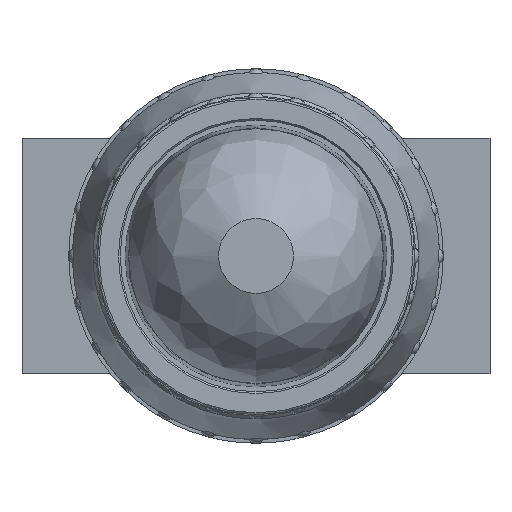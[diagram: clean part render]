
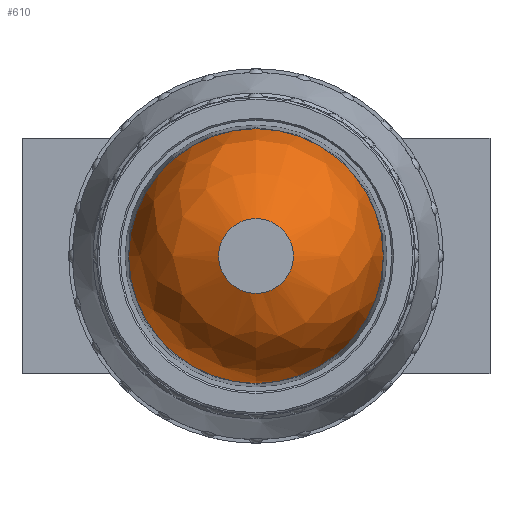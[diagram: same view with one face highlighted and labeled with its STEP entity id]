
A CAD part, front view. The second image highlights one B-rep face of the part: STEP entity #610.
In plain terms, the highlighted free-form (B-spline) face has degree [3, 3] with [4, 7] control points.
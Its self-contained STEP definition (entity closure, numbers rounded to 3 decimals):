
#610 = ADVANCED_FACE( '', ( #1549, #1550 ), #1551, .T. );
#1549 = FACE_OUTER_BOUND( '', #2493, .T. );
#1550 = FACE_OUTER_BOUND( '', #2494, .T. );
#1551 = ( BOUNDED_SURFACE(  )B_SPLINE_SURFACE( 3, 3, ( ( #2497, #2498, #2499, #2500, #2501, #2502, #2503 ), ( #2504, #2505, #2506, #2507, #2508, #2509, #2510 ), ( #2511, #2512, #2513, #2514, #2515, #2516, #2517 ), ( #2518, #2519, #2520, #2521, #2522, #2523, #2524 ) ), .UNSPECIFIED., .F., .T., .F. )B_SPLINE_SURFACE_WITH_KNOTS( ( 4, 4 ), ( 4, 3, 4 ), ( 0., 6.283 ), ( 0.011, 0.642, 1.272 ), .UNSPECIFIED. )GEOMETRIC_REPRESENTATION_ITEM(  )RATIONAL_B_SPLINE_SURFACE( ( ( 1., 0.333, 0.333, 1., 0.333, 0.333, 1. ), ( 0.872, 0.291, 0.291, 0.872, 0.291, 0.291, 0.872 ), ( 0.872, 0.291, 0.291, 0.872, 0.291, 0.291, 0.872 ), ( 1., 0.333, 0.333, 1., 0.333, 0.333, 1. ) ) )REPRESENTATION_ITEM( '' )SURFACE(  ) );
#2493 = EDGE_LOOP( '', ( #6090 ) );
#2494 = EDGE_LOOP( '', ( #6091 ) );
#2497 = CARTESIAN_POINT( '', ( 0., -118.496, -10. ) );
#2498 = CARTESIAN_POINT( '', ( 20., -118.496, -10. ) );
#2499 = CARTESIAN_POINT( '', ( 20., -118.496, 10. ) );
#2500 = CARTESIAN_POINT( '', ( 0., -118.496, 10. ) );
#2501 = CARTESIAN_POINT( '', ( -20., -118.496, 10. ) );
#2502 = CARTESIAN_POINT( '', ( -20., -118.496, -10. ) );
#2503 = CARTESIAN_POINT( '', ( 0., -118.496, -10. ) );
#2504 = CARTESIAN_POINT( '', ( 0., -113.987, -24.651 ) );
#2505 = CARTESIAN_POINT( '', ( 49.302, -113.987, -24.651 ) );
#2506 = CARTESIAN_POINT( '', ( 49.302, -113.987, 24.651 ) );
#2507 = CARTESIAN_POINT( '', ( 0., -113.987, 24.651 ) );
#2508 = CARTESIAN_POINT( '', ( -49.302, -113.987, 24.651 ) );
#2509 = CARTESIAN_POINT( '', ( -49.302, -113.987, -24.651 ) );
#2510 = CARTESIAN_POINT( '', ( 0., -113.987, -24.651 ) );
#2511 = CARTESIAN_POINT( '', ( 0., -101.706, -33.826 ) );
#2512 = CARTESIAN_POINT( '', ( 67.651, -101.706, -33.826 ) );
#2513 = CARTESIAN_POINT( '', ( 67.651, -101.706, 33.826 ) );
#2514 = CARTESIAN_POINT( '', ( 0., -101.706, 33.826 ) );
#2515 = CARTESIAN_POINT( '', ( -67.651, -101.706, 33.826 ) );
#2516 = CARTESIAN_POINT( '', ( -67.651, -101.706, -33.826 ) );
#2517 = CARTESIAN_POINT( '', ( 0., -101.706, -33.826 ) );
#2518 = CARTESIAN_POINT( '', ( 0., -86.378, -33.996 ) );
#2519 = CARTESIAN_POINT( '', ( 67.992, -86.378, -33.996 ) );
#2520 = CARTESIAN_POINT( '', ( 67.992, -86.378, 33.996 ) );
#2521 = CARTESIAN_POINT( '', ( 0., -86.378, 33.996 ) );
#2522 = CARTESIAN_POINT( '', ( -67.992, -86.378, 33.996 ) );
#2523 = CARTESIAN_POINT( '', ( -67.992, -86.378, -33.996 ) );
#2524 = CARTESIAN_POINT( '', ( 0., -86.378, -33.996 ) );
#6090 = ORIENTED_EDGE( '', *, *, #7221, .T. );
#6091 = ORIENTED_EDGE( '', *, *, #7220, .F. );
#7220 = EDGE_CURVE( '', #9061, #9061, #9062, .T. );
#7221 = EDGE_CURVE( '', #9063, #9063, #9064, .T. );
#9061 = VERTEX_POINT( '', #13567 );
#9062 = CIRCLE( '', #13568, 10. );
#9063 = VERTEX_POINT( '', #13569 );
#9064 = CIRCLE( '', #13570, 33.996 );
#13567 = CARTESIAN_POINT( '', ( 0., -118.496, -10. ) );
#13568 = AXIS2_PLACEMENT_3D( '', #15573, #15574, #15575 );
#13569 = CARTESIAN_POINT( '', ( 0., -86.378, -33.996 ) );
#13570 = AXIS2_PLACEMENT_3D( '', #15576, #15577, #15578 );
#15573 = CARTESIAN_POINT( '', ( 0., -118.496, 0. ) );
#15574 = DIRECTION( '', ( 0., -1., 0. ) );
#15575 = DIRECTION( '', ( 0., 0., -1. ) );
#15576 = CARTESIAN_POINT( '', ( 0., -86.378, 0. ) );
#15577 = DIRECTION( '', ( 0., -1., 0. ) );
#15578 = DIRECTION( '', ( 0., 0., -1. ) );
